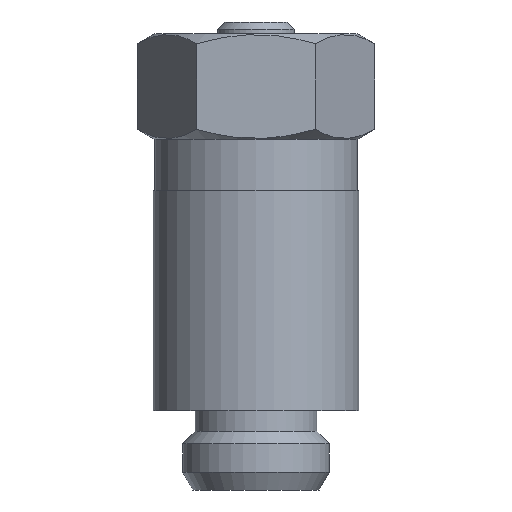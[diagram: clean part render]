
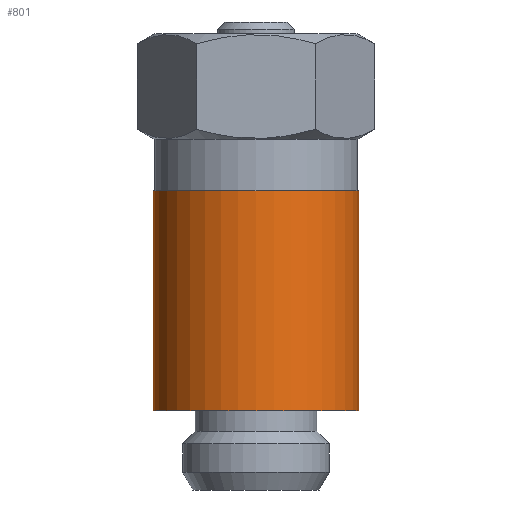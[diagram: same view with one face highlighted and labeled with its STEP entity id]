
A CAD part, front view. The second image highlights one B-rep face of the part: STEP entity #801.
In plain terms, the highlighted cylindrical face has radius 7 mm (diameter 14 mm), a full revolution.
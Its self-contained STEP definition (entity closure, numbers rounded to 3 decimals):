
#20=B_SPLINE_CURVE_WITH_KNOTS('',3,(#1478,#1479,#1480,#1481,#1482,#1483,
#1484,#1485,#1486,#1487,#1488,#1489,#1490,#1491,#1492,#1493,#1494,#1495),
 .UNSPECIFIED.,.F.,.F.,(4,2,2,2,2,2,2,2,4),(0.,0.199,0.399,
0.595,0.791,0.988,1.184,1.383,
1.583),.UNSPECIFIED.);
#21=B_SPLINE_CURVE_WITH_KNOTS('',3,(#1496,#1497,#1498,#1499,#1500,#1501,
#1502,#1503,#1504,#1505,#1506,#1507,#1508,#1509,#1510,#1511,#1512,#1513),
 .UNSPECIFIED.,.F.,.F.,(4,2,2,2,2,2,2,2,4),(1.583,1.782,
1.982,2.178,2.374,2.57,2.767,
2.966,3.165),.UNSPECIFIED.);
#44=FACE_BOUND('',#171,.T.);
#119=FACE_OUTER_BOUND('',#170,.T.);
#170=EDGE_LOOP('',(#648,#649,#650,#651));
#171=EDGE_LOOP('',(#652,#653));
#216=LINE('',#1474,#251);
#251=VECTOR('',#1168,7.);
#293=CIRCLE('',#963,7.);
#294=CIRCLE('',#964,7.);
#365=VERTEX_POINT('',#1471);
#366=VERTEX_POINT('',#1473);
#367=VERTEX_POINT('',#1476);
#368=VERTEX_POINT('',#1477);
#465=EDGE_CURVE('',#365,#365,#293,.T.);
#466=EDGE_CURVE('',#365,#366,#216,.T.);
#467=EDGE_CURVE('',#366,#366,#294,.T.);
#468=EDGE_CURVE('',#367,#368,#20,.T.);
#469=EDGE_CURVE('',#368,#367,#21,.T.);
#648=ORIENTED_EDGE('',*,*,#465,.T.);
#649=ORIENTED_EDGE('',*,*,#466,.T.);
#650=ORIENTED_EDGE('',*,*,#467,.T.);
#651=ORIENTED_EDGE('',*,*,#466,.F.);
#652=ORIENTED_EDGE('',*,*,#468,.F.);
#653=ORIENTED_EDGE('',*,*,#469,.F.);
#716=CYLINDRICAL_SURFACE('',#962,7.);
#801=ADVANCED_FACE('',(#119,#44),#716,.T.);
#962=AXIS2_PLACEMENT_3D('',#1470,#1164,#1165);
#963=AXIS2_PLACEMENT_3D('',#1472,#1166,#1167);
#964=AXIS2_PLACEMENT_3D('',#1475,#1169,#1170);
#1164=DIRECTION('center_axis',(0.,0.,1.));
#1165=DIRECTION('ref_axis',(-1.,0.,0.));
#1166=DIRECTION('center_axis',(0.,0.,-1.));
#1167=DIRECTION('ref_axis',(-1.,0.,0.));
#1168=DIRECTION('',(0.,0.,-1.));
#1169=DIRECTION('center_axis',(0.,0.,1.));
#1170=DIRECTION('ref_axis',(-1.,0.,0.));
#1470=CARTESIAN_POINT('Origin',(0.,0.,0.));
#1471=CARTESIAN_POINT('',(7.,0.,7.5));
#1472=CARTESIAN_POINT('Origin',(0.,0.,7.5));
#1473=CARTESIAN_POINT('',(7.,0.,-7.5));
#1474=CARTESIAN_POINT('',(7.,0.,0.));
#1475=CARTESIAN_POINT('Origin',(0.,0.,-7.5));
#1476=CARTESIAN_POINT('',(-5.,4.899,0.));
#1477=CARTESIAN_POINT('',(5.,4.899,0.));
#1478=CARTESIAN_POINT('Ctrl Pts',(-5.,4.899,0.));
#1479=CARTESIAN_POINT('Ctrl Pts',(-5.,4.899,0.665));
#1480=CARTESIAN_POINT('Ctrl Pts',(-4.862,5.047,1.34));
#1481=CARTESIAN_POINT('Ctrl Pts',(-4.348,5.497,2.556));
#1482=CARTESIAN_POINT('Ctrl Pts',(-3.97,5.787,3.101));
#1483=CARTESIAN_POINT('Ctrl Pts',(-3.108,6.292,3.963));
#1484=CARTESIAN_POINT('Ctrl Pts',(-2.562,6.545,4.345));
#1485=CARTESIAN_POINT('Ctrl Pts',(-1.336,6.901,4.864));
#1486=CARTESIAN_POINT('Ctrl Pts',(-0.654,7.,5.));
#1487=CARTESIAN_POINT('Ctrl Pts',(0.654,7.,5.));
#1488=CARTESIAN_POINT('Ctrl Pts',(1.336,6.901,4.864));
#1489=CARTESIAN_POINT('Ctrl Pts',(2.562,6.545,4.345));
#1490=CARTESIAN_POINT('Ctrl Pts',(3.108,6.292,3.963));
#1491=CARTESIAN_POINT('Ctrl Pts',(3.97,5.787,3.101));
#1492=CARTESIAN_POINT('Ctrl Pts',(4.348,5.497,2.556));
#1493=CARTESIAN_POINT('Ctrl Pts',(4.862,5.047,1.34));
#1494=CARTESIAN_POINT('Ctrl Pts',(5.,4.899,0.665));
#1495=CARTESIAN_POINT('Ctrl Pts',(5.,4.899,0.));
#1496=CARTESIAN_POINT('Ctrl Pts',(5.,4.899,0.));
#1497=CARTESIAN_POINT('Ctrl Pts',(5.,4.899,-0.665));
#1498=CARTESIAN_POINT('Ctrl Pts',(4.862,5.047,-1.34));
#1499=CARTESIAN_POINT('Ctrl Pts',(4.348,5.497,-2.556));
#1500=CARTESIAN_POINT('Ctrl Pts',(3.97,5.787,-3.101));
#1501=CARTESIAN_POINT('Ctrl Pts',(3.108,6.292,-3.963));
#1502=CARTESIAN_POINT('Ctrl Pts',(2.562,6.545,-4.345));
#1503=CARTESIAN_POINT('Ctrl Pts',(1.336,6.901,-4.864));
#1504=CARTESIAN_POINT('Ctrl Pts',(0.654,7.,-5.));
#1505=CARTESIAN_POINT('Ctrl Pts',(-0.654,7.,-5.));
#1506=CARTESIAN_POINT('Ctrl Pts',(-1.336,6.901,-4.864));
#1507=CARTESIAN_POINT('Ctrl Pts',(-2.562,6.545,-4.345));
#1508=CARTESIAN_POINT('Ctrl Pts',(-3.108,6.292,-3.963));
#1509=CARTESIAN_POINT('Ctrl Pts',(-3.97,5.787,-3.101));
#1510=CARTESIAN_POINT('Ctrl Pts',(-4.348,5.497,-2.556));
#1511=CARTESIAN_POINT('Ctrl Pts',(-4.862,5.047,-1.34));
#1512=CARTESIAN_POINT('Ctrl Pts',(-5.,4.899,-0.665));
#1513=CARTESIAN_POINT('Ctrl Pts',(-5.,4.899,0.));
